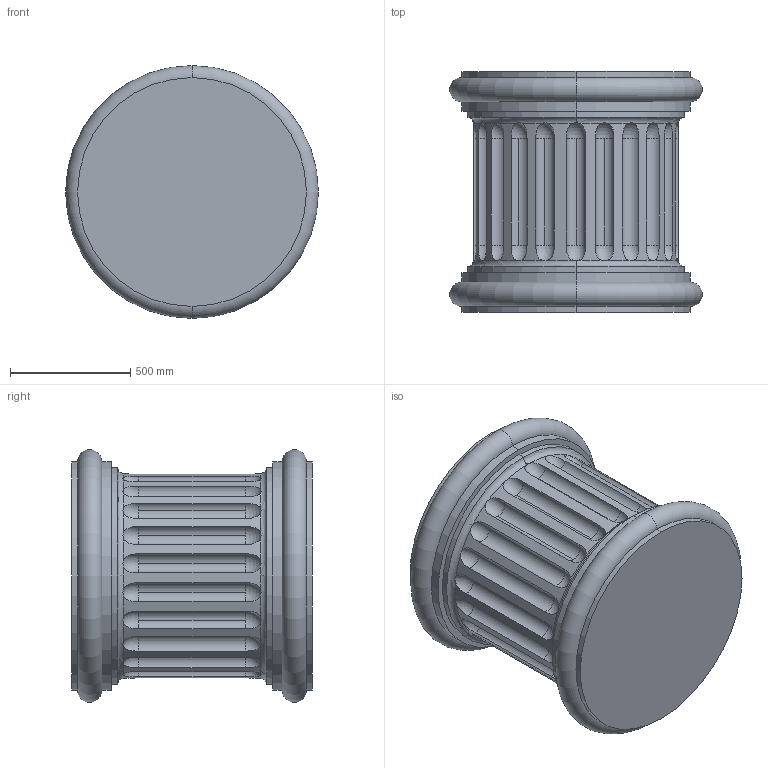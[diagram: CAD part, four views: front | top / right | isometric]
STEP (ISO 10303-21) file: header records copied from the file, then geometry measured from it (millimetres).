
FILE_DESCRIPTION (( 'STEP AP203' ), '1' );
FILE_NAME ('HAD 105.100.STEP', '2020-06-01T10:04:52', ( 'admin' ), ( '' ), 'SwSTEP 2.0', 'SolidWorks 2019', '' );
FILE_SCHEMA (( 'CONFIG_CONTROL_DESIGN' ));
Length unit declared in the file: millimetre
Products named in the file (1): HAD 105.100
Bounding box: 1050 x 1000 x 1050 mm (x, y, z)
Volume: 235656921.9 mm3; surface area: 7478261.9 mm2
Topology: 1 solids, 1 shells, 124 faces, 345 edges, 226 vertices
Faces by surface type: cylinder 67, torus 52, plane 5
Entity records: 7120 total; most frequent: CARTESIAN_POINT 3996, ORIENTED_EDGE 690, DIRECTION 601, EDGE_CURVE 345, AXIS2_PLACEMENT_3D 267, VERTEX_POINT 226, CIRCLE 142, B_SPLINE_CURVE_WITH_KNOTS 136
